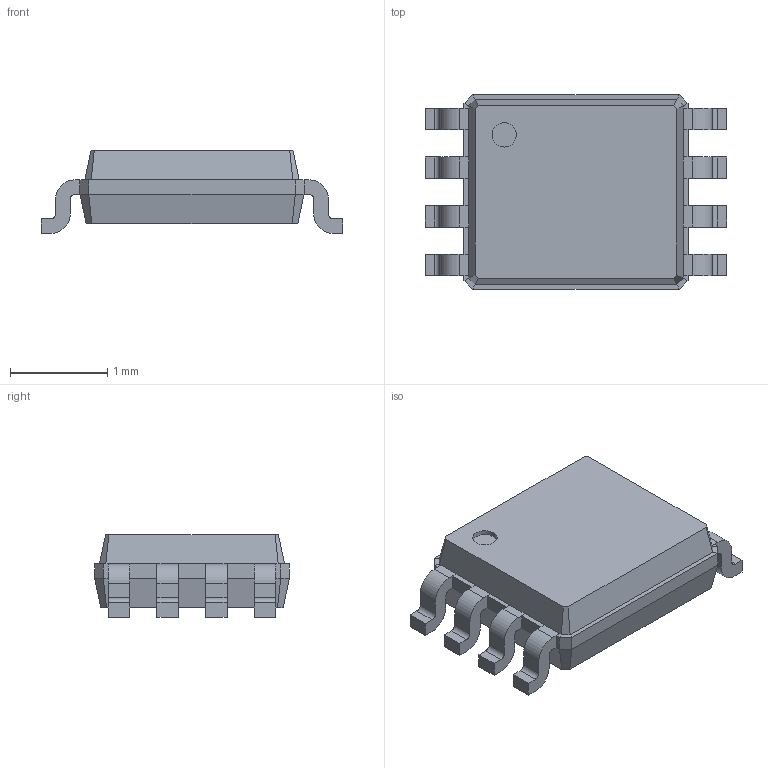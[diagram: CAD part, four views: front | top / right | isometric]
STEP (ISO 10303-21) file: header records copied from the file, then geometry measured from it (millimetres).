
FILE_DESCRIPTION(/* description */ ('model of VSSOP-8_2.3x2mm_Pitch0.5mm'),/* implementation_level */ '2;1');
FILE_NAME(/* name */ 'VSSOP-8_2.3x2mm_Pitch0.5mm.step',/* time_stamp */ '2017-06-21T16:35:50',/* author */ ('kicad StepUp','ksu'),/* organization */ ('FreeCAD'),/* preprocessor_version */ 'OCC',/* originating_system */ 'kicad StepUp',/* authorisation */ '');
FILE_SCHEMA(('AUTOMOTIVE_DESIGN_CC2 { 1 2 10303 214 -1 1 5 4 }'));
Length unit declared in the file: millimetre
Products named in the file (1): VSSOP_8_23x2mm_Pitch05mm
Bounding box: 3.1 x 2 x 0.85 mm (x, y, z)
Volume: 3.3 mm3; surface area: 18.5 mm2
Topology: 1 solids, 1 shells, 156 faces, 403 edges, 250 vertices
Faces by surface type: plane 91, cylinder 33, bspline 32
Full cylindrical faces by diameter (mm): 0.25 x1
Entity records: 5719 total; most frequent: CARTESIAN_POINT 938, ORIENTED_EDGE 806, DIRECTION 687, EDGE_CURVE 403, LINE 305, VECTOR 305, VERTEX_POINT 250, AXIS2_PLACEMENT_3D 191
